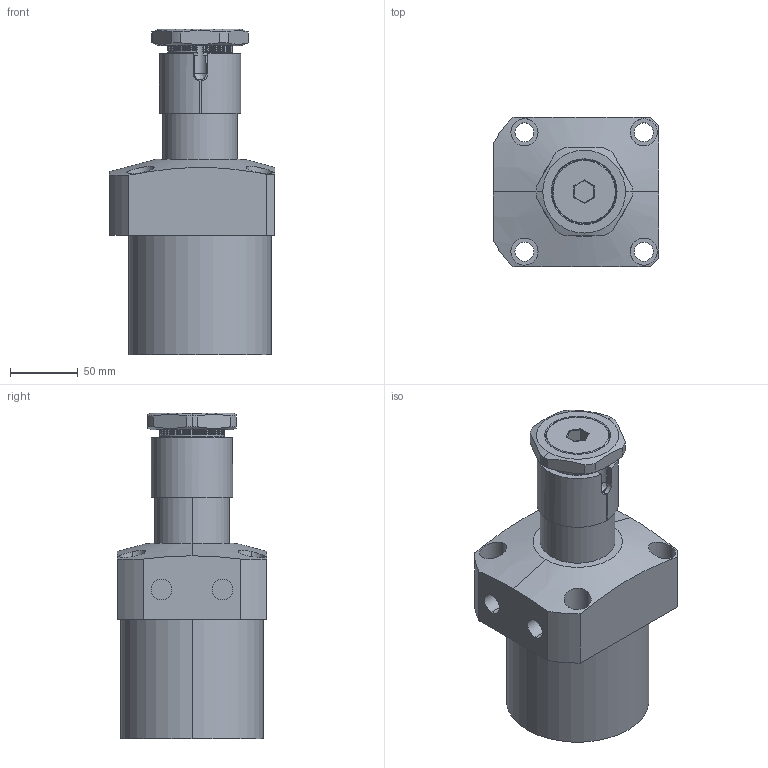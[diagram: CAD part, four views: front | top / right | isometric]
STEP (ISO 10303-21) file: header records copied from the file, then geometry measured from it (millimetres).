
FILE_DESCRIPTION (( 'STEP AP203' ), '1' );
FILE_NAME ('CHA-105SRX90.STEP', '2019-05-24T12:43:11', ( '' ), ( '' ), 'SwSTEP 2.0', 'SolidWorks 2017', '' );
FILE_SCHEMA (( 'CONFIG_CONTROL_DESIGN' ));
Length unit declared in the file: millimetre
Products named in the file (5): CHA-105蹟譫; CHA-105BT; CHA-105S活塞杆; CHA-105S袪杶; CHA-105SRX90
Assembly tree (4 placements, depth 2):
  CHA-105SRX90
    CHA-105BT
    CHA-105S袪杶
    CHA-105S活塞杆
    CHA-105蹟譫
Bounding box: 122 x 110 x 240 mm (x, y, z)
Volume: 1458070.3 mm3; surface area: 172711.4 mm2
Topology: 4 solids, 4 shells, 181 faces, 473 edges, 310 vertices
Faces by surface type: cylinder 98, plane 46, bspline 21, cone 16
Entity records: 13181 total; most frequent: CARTESIAN_POINT 8628, ORIENTED_EDGE 944, DIRECTION 738, EDGE_CURVE 472, VERTEX_POINT 310, AXIS2_PLACEMENT_3D 283, EDGE_LOOP 202, ADVANCED_FACE 181
